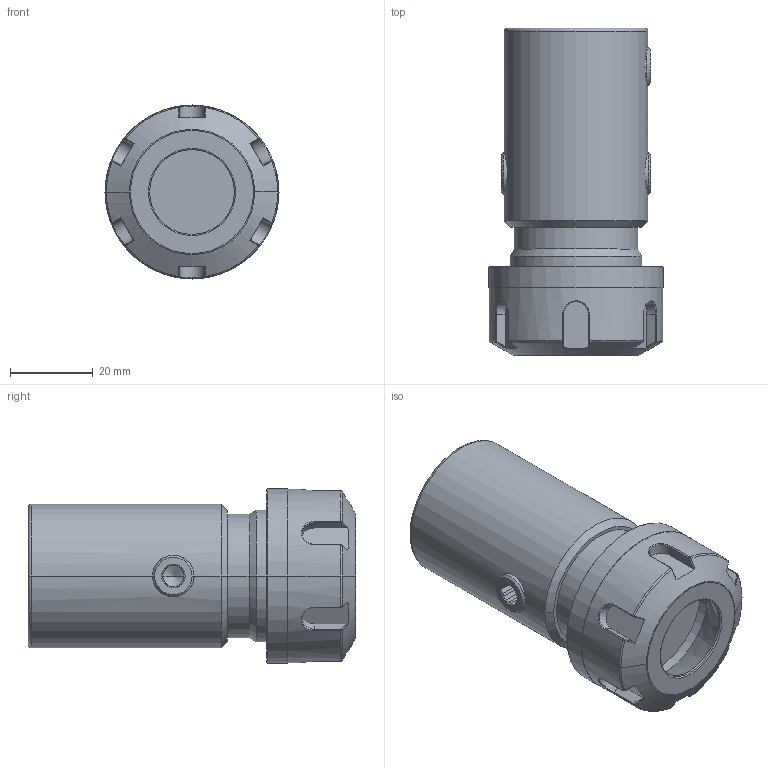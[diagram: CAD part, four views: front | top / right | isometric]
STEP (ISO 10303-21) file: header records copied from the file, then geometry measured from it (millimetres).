
FILE_DESCRIPTION((''),'2;1');
FILE_NAME('42247-ER25_SW0001','2019-02-11T',('046'),(''),'CREO PARAMETRIC BY PTC INC, 2016260','CREO PARAMETRIC BY PTC INC, 2016260','');
FILE_SCHEMA(('CONFIG_CONTROL_DESIGN'));
Length unit declared in the file: millimetre
Products named in the file (1): 42247-ER25_SW0001
Bounding box: 42 x 79 x 42 mm (x, y, z)
Volume: 65897 mm3; surface area: 16286.7 mm2
Topology: 1 solids, 1 shells, 234 faces, 562 edges, 333 vertices
Faces by surface type: plane 85, cone 50, cylinder 49, bspline 32, torus 18
Entity records: 8650 total; most frequent: CARTESIAN_POINT 3459, ORIENTED_EDGE 1112, DIRECTION 1006, EDGE_CURVE 556, AXIS2_PLACEMENT_3D 378, VERTEX_POINT 333, VECTOR 250, LINE 250
